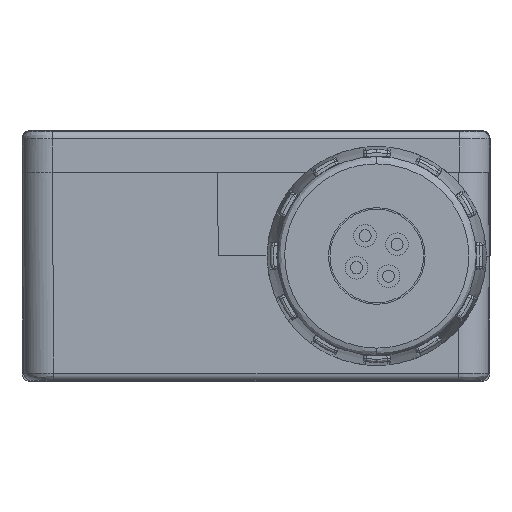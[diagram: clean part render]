
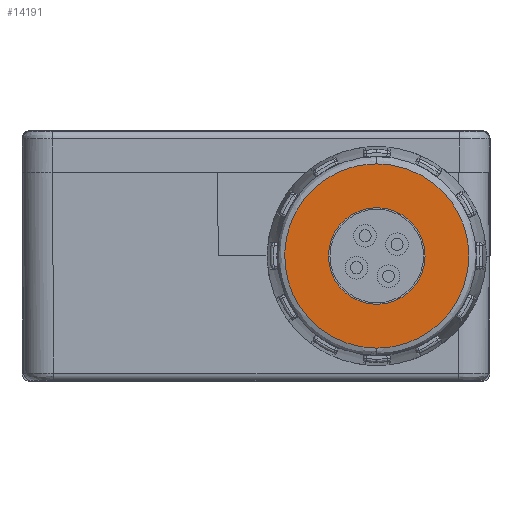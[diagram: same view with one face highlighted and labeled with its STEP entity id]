
A CAD part, front view. The second image highlights one B-rep face of the part: STEP entity #14191.
In plain terms, the highlighted planar face has unit normal (0, -1, 0).
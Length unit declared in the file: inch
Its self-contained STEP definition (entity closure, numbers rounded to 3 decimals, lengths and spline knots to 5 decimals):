
#1233 = CARTESIAN_POINT ( 'NONE',  ( 0.98821, -2.08661, -0.18898 ) ) ;
#1469 = PLANE ( 'NONE',  #30729 ) ;
#1934 = CARTESIAN_POINT ( 'NONE',  ( 0.98821, -2.08661, -0.18898 ) ) ;
#1993 = CIRCLE ( 'NONE', #30229, 0.12598 ) ;
#4450 = CARTESIAN_POINT ( 'NONE',  ( 0.88873, -2.08661, 0.0512 ) ) ;
#4462 = CARTESIAN_POINT ( 'NONE',  ( 0.62205, -2.08661, -0.18898 ) ) ;
#5052 = CARTESIAN_POINT ( 'NONE',  ( 0.74803, -2.08661, -0.42916 ) ) ;
#5528 =( BOUNDED_CURVE ( )  B_SPLINE_CURVE ( 3, ( #5052, #10882, #19525, #26533 ),
 .UNSPECIFIED., .F., .F. ) 
 B_SPLINE_CURVE_WITH_KNOTS ( ( 4, 4 ),
 ( 0., 1. ),
 .UNSPECIFIED. ) 
 CURVE ( )  GEOMETRIC_REPRESENTATION_ITEM ( )  RATIONAL_B_SPLINE_CURVE ( ( 1., 0.333, 0.333, 1. ) ) 
 REPRESENTATION_ITEM ( '' )  );
#7809 = CARTESIAN_POINT ( 'NONE',  ( 0.98821, -2.08661, -0.18898 ) ) ;
#9754 =( BOUNDED_CURVE ( )  B_SPLINE_CURVE ( 3, ( #1934, #20002, #32285, #16995 ),
 .UNSPECIFIED., .F., .F. ) 
 B_SPLINE_CURVE_WITH_KNOTS ( ( 4, 4 ),
 ( 0., 1. ),
 .UNSPECIFIED. ) 
 CURVE ( )  GEOMETRIC_REPRESENTATION_ITEM ( )  RATIONAL_B_SPLINE_CURVE ( ( 1., 0.805, 0.805, 1. ) ) 
 REPRESENTATION_ITEM ( '' )  );
#10711 = CARTESIAN_POINT ( 'NONE',  ( 0.74803, -2.08661, -0.18898 ) ) ;
#10882 = CARTESIAN_POINT ( 'NONE',  ( 0.26767, -2.08661, -0.42916 ) ) ;
#11173 = CARTESIAN_POINT ( 'NONE',  ( 0.74803, -2.08661, -0.18898 ) ) ;
#11737 =( BOUNDED_CURVE ( )  B_SPLINE_CURVE ( 3, ( #18918, #4450, #16697, #1233 ),
 .UNSPECIFIED., .F., .F. ) 
 B_SPLINE_CURVE_WITH_KNOTS ( ( 4, 4 ),
 ( 0., 1. ),
 .UNSPECIFIED. ) 
 CURVE ( )  GEOMETRIC_REPRESENTATION_ITEM ( )  RATIONAL_B_SPLINE_CURVE ( ( 1., 0.805, 0.805, 1. ) ) 
 REPRESENTATION_ITEM ( '' )  );
#12269 = VERTEX_POINT ( 'NONE', #4462 ) ;
#12426 = ORIENTED_EDGE ( 'NONE', *, *, #33076, .F. ) ;
#14191 = ADVANCED_FACE ( 'NONE', ( #31637, #32035 ), #1469, .T. ) ;
#15935 = EDGE_CURVE ( 'NONE', #34392, #33340, #9754, .T. ) ;
#16401 = CARTESIAN_POINT ( 'NONE',  ( 0.74803, -2.08661, 0.0512 ) ) ;
#16437 = DIRECTION ( 'NONE',  ( -1., 0., 0. ) ) ;
#16697 = CARTESIAN_POINT ( 'NONE',  ( 0.98821, -2.08661, -0.04828 ) ) ;
#16995 = CARTESIAN_POINT ( 'NONE',  ( 0.74803, -2.08661, -0.42916 ) ) ;
#17368 = ORIENTED_EDGE ( 'NONE', *, *, #15935, .F. ) ;
#18672 = CARTESIAN_POINT ( 'NONE',  ( 0.74803, -2.08661, -0.42916 ) ) ;
#18780 = ORIENTED_EDGE ( 'NONE', *, *, #19085, .T. ) ;
#18824 = EDGE_LOOP ( 'NONE', ( #18780, #19014 ) ) ;
#18918 = CARTESIAN_POINT ( 'NONE',  ( 0.74803, -2.08661, 0.0512 ) ) ;
#19014 = ORIENTED_EDGE ( 'NONE', *, *, #33897, .T. ) ;
#19085 = EDGE_CURVE ( 'NONE', #37003, #12269, #31686, .T. ) ;
#19256 = CARTESIAN_POINT ( 'NONE',  ( 0.74803, -2.08661, -0.18898 ) ) ;
#19525 = CARTESIAN_POINT ( 'NONE',  ( 0.26767, -2.08661, 0.0512 ) ) ;
#19879 = ORIENTED_EDGE ( 'NONE', *, *, #38067, .F. ) ;
#20002 = CARTESIAN_POINT ( 'NONE',  ( 0.98821, -2.08661, -0.32967 ) ) ;
#20474 = EDGE_LOOP ( 'NONE', ( #19879, #12426, #17368 ) ) ;
#22454 = DIRECTION ( 'NONE',  ( 0., 1., 0. ) ) ;
#22991 = CARTESIAN_POINT ( 'NONE',  ( 0.87402, -2.08661, -0.18898 ) ) ;
#25074 = VERTEX_POINT ( 'NONE', #16401 ) ;
#26533 = CARTESIAN_POINT ( 'NONE',  ( 0.74803, -2.08661, 0.0512 ) ) ;
#28217 = DIRECTION ( 'NONE',  ( 1., 0., 0. ) ) ;
#30229 = AXIS2_PLACEMENT_3D ( 'NONE', #11173, #35699, #35497 ) ;
#30729 = AXIS2_PLACEMENT_3D ( 'NONE', #10711, #35236, #28217 ) ;
#31637 = FACE_BOUND ( 'NONE', #18824, .T. ) ;
#31686 = CIRCLE ( 'NONE', #34227, 0.12598 ) ;
#32035 = FACE_OUTER_BOUND ( 'NONE', #20474, .T. ) ;
#32285 = CARTESIAN_POINT ( 'NONE',  ( 0.88873, -2.08661, -0.42916 ) ) ;
#33076 = EDGE_CURVE ( 'NONE', #33340, #25074, #5528, .T. ) ;
#33340 = VERTEX_POINT ( 'NONE', #18672 ) ;
#33897 = EDGE_CURVE ( 'NONE', #12269, #37003, #1993, .T. ) ;
#34227 = AXIS2_PLACEMENT_3D ( 'NONE', #19256, #22454, #16437 ) ;
#34392 = VERTEX_POINT ( 'NONE', #7809 ) ;
#35236 = DIRECTION ( 'NONE',  ( 0., -1., 0. ) ) ;
#35497 = DIRECTION ( 'NONE',  ( -1., 0., 0. ) ) ;
#35699 = DIRECTION ( 'NONE',  ( 0., 1., 0. ) ) ;
#37003 = VERTEX_POINT ( 'NONE', #22991 ) ;
#38067 = EDGE_CURVE ( 'NONE', #25074, #34392, #11737, .T. ) ;
